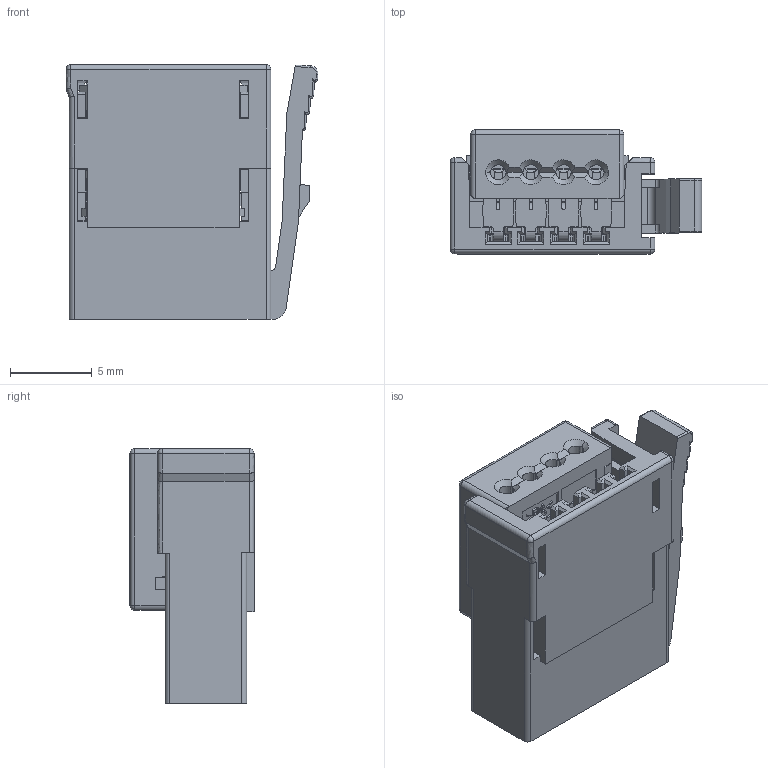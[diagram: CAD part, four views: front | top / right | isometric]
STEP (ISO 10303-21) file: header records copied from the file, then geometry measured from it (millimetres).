
FILE_DESCRIPTION( ('This file contains a STEP AP42 implementation' ,'as created by ZW3D STEP Interface translator.') ,'2;1' );
FILE_NAME( '5371-104XXXXXWX01W.stp' ,'2312 1.102017', (''), ('ZWCAD Software Co.'), 'Version 1.0', 'ZW3D to STEP translator', '' );
FILE_SCHEMA(('AUTOMOTIVE_DESIGN { 1 0 10303 214 1 1 1 1 }'));
Length unit declared in the file: millimetre
Products named in the file (2): 0; 5371-104XXXXXWX01W
Bounding box: 15.43 x 7.6 x 15.6 mm (x, y, z)
Volume: 804.6 mm3; surface area: 1953.9 mm2
Topology: 1 solids, 1 shells, 1494 faces, 4183 edges, 2707 vertices
Faces by surface type: plane 930, bspline 384, cylinder 152, sphere 24, cone 4
Entity records: 53797 total; most frequent: CARTESIAN_POINT 15942, ORIENTED_EDGE 8366, DIRECTION 6245, EDGE_CURVE 4183, VECTOR 3017, LINE 3017, VERTEX_POINT 2707, AXIS2_PLACEMENT_3D 1614
